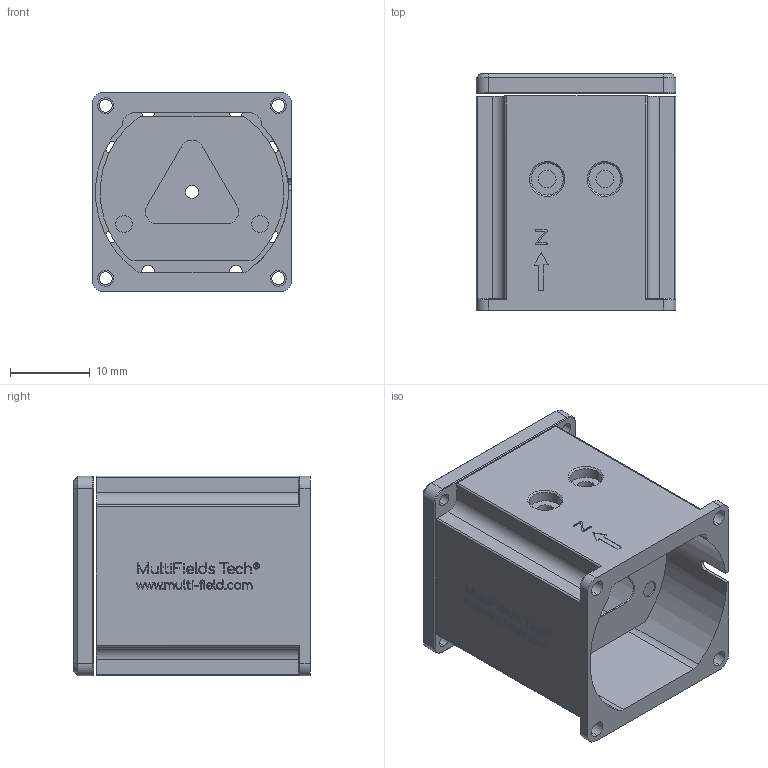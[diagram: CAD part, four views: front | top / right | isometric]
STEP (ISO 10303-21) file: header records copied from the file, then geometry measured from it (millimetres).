
FILE_DESCRIPTION (( 'STEP AP214' ), '1' );
FILE_NAME ('Linear25-Z-LR - EndUser_web_pattern.STEP', '2023-07-04T10:57:57', ( '' ), ( '' ), 'SwSTEP 2.0', 'SolidWorks 2020', '' );
FILE_SCHEMA (( 'AUTOMOTIVE_DESIGN' ));
Length unit declared in the file: millimetre
Products named in the file (4): ¸´¼þ table ver1^Linear25-Z-LR - EndUser_web_pattern; 葩璃 Z24結啣1^Linear25-Z-LR - EndUser_web_pattern; 复件 转接板 方ver1^Linear25-Z-LR - EndUser_web_pattern; Linear25-Z-LR - EndUser_web_pattern
Assembly tree (3 placements, depth 2):
  Linear25-Z-LR - EndUser_web_pattern
    葩璃 Z24結啣1^Linear25-Z-LR - EndUser_web_pattern
    ¸´¼þ table ver1^Linear25-Z-LR - EndUser_web_pattern
    复件 转接板 方ver1^Linear25-Z-LR - EndUser_web_pattern
Bounding box: 25 x 29.6 x 25 mm (x, y, z)
Volume: 5602.7 mm3; surface area: 7219.9 mm2
Topology: 3 solids, 3 shells, 1298 faces, 3627 edges, 2406 vertices
Faces by surface type: bspline 845, plane 348, cylinder 89, cone 16
Entity records: 61053 total; most frequent: CARTESIAN_POINT 20780, ORIENTED_EDGE 7254, EDGE_CURVE 3627, DIRECTION 3030, VERTEX_POINT 2406, VECTOR 1742, LINE 1742, B_SPLINE_CURVE_WITH_KNOTS 1692
